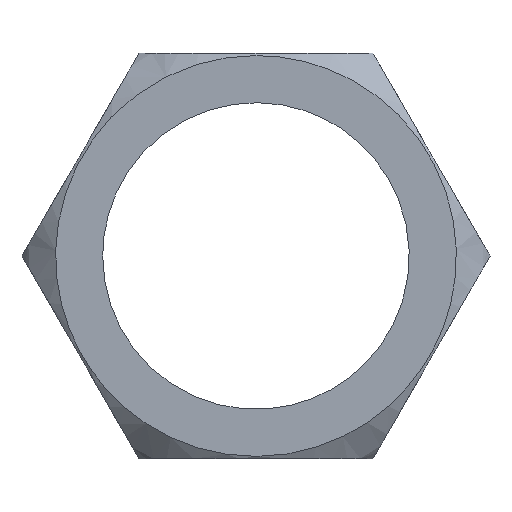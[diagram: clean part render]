
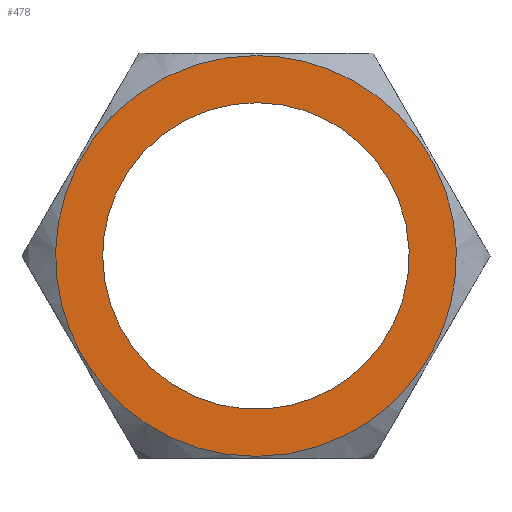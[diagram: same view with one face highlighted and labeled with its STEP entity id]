
A CAD part, front view. The second image highlights one B-rep face of the part: STEP entity #478.
In plain terms, the highlighted free-form (B-spline) face has degree [1, 1] with [2, 2] control points.
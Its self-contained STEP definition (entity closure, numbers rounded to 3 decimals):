
#80 = VERTEX_POINT('',#81);
#81 = CARTESIAN_POINT('',(0.,0.,6.956));
#87 = EDGE_CURVE('',#80,#80,#88,.T.);
#88 = ( BOUNDED_CURVE() B_SPLINE_CURVE(2,(#89,#90,#91,#92,#93,#94,#95),
.UNSPECIFIED.,.T.,.F.) B_SPLINE_CURVE_WITH_KNOTS((3,2,2,3),(
    3.142,5.236,7.33,9.425),
.PIECEWISE_BEZIER_KNOTS.) CURVE() GEOMETRIC_REPRESENTATION_ITEM() 
RATIONAL_B_SPLINE_CURVE((1.,0.5,1.,0.5,1.,0.5,1.)) REPRESENTATION_ITEM(
  '') );
#89 = CARTESIAN_POINT('',(0.,0.,6.956));
#90 = CARTESIAN_POINT('',(-12.048,0.,6.956));
#91 = CARTESIAN_POINT('',(-6.024,0.,-3.478));
#92 = CARTESIAN_POINT('',(0.,0.,-13.912));
#93 = CARTESIAN_POINT('',(6.024,0.,-3.478));
#94 = CARTESIAN_POINT('',(12.048,0.,6.956));
#95 = CARTESIAN_POINT('',(0.,0.,6.956));
#377 = VERTEX_POINT('',#378);
#378 = CARTESIAN_POINT('',(-5.321,0.,0.));
#383 = EDGE_CURVE('',#377,#377,#384,.T.);
#384 = ( BOUNDED_CURVE() B_SPLINE_CURVE(2,(#385,#386,#387,#388,#389,#390
,#391),.UNSPECIFIED.,.T.,.F.) B_SPLINE_CURVE_WITH_KNOTS((3,2,2,3),(
    3.142,5.236,7.33,9.425),
.PIECEWISE_BEZIER_KNOTS.) CURVE() GEOMETRIC_REPRESENTATION_ITEM() 
RATIONAL_B_SPLINE_CURVE((1.,0.5,1.,0.5,1.,0.5,1.)) REPRESENTATION_ITEM(
  '') );
#385 = CARTESIAN_POINT('',(-5.321,0.,0.));
#386 = CARTESIAN_POINT('',(-5.321,0.,-9.216));
#387 = CARTESIAN_POINT('',(2.661,0.,-4.608));
#388 = CARTESIAN_POINT('',(10.642,0.,0.));
#389 = CARTESIAN_POINT('',(2.661,0.,4.608));
#390 = CARTESIAN_POINT('',(-5.321,0.,9.216));
#391 = CARTESIAN_POINT('',(-5.321,0.,0.));
#478 = ADVANCED_FACE('',(#479,#482),#485,.F.);
#479 = FACE_BOUND('',#480,.T.);
#480 = EDGE_LOOP('',(#481));
#481 = ORIENTED_EDGE('',*,*,#87,.T.);
#482 = FACE_BOUND('',#483,.T.);
#483 = EDGE_LOOP('',(#484));
#484 = ORIENTED_EDGE('',*,*,#383,.F.);
#485 = B_SPLINE_SURFACE_WITH_KNOTS('',1,1,(
    (#486,#487)
    ,(#488,#489
    )),.UNSPECIFIED.,.F.,.F.,.F.,(2,2),(2,2),(-4.771,
    4.771),(-4.771,4.771),
  .PIECEWISE_BEZIER_KNOTS.);
#486 = CARTESIAN_POINT('',(-6.956,0.,-6.956));
#487 = CARTESIAN_POINT('',(6.956,0.,-6.956));
#488 = CARTESIAN_POINT('',(-6.956,0.,6.956));
#489 = CARTESIAN_POINT('',(6.956,0.,6.956));
